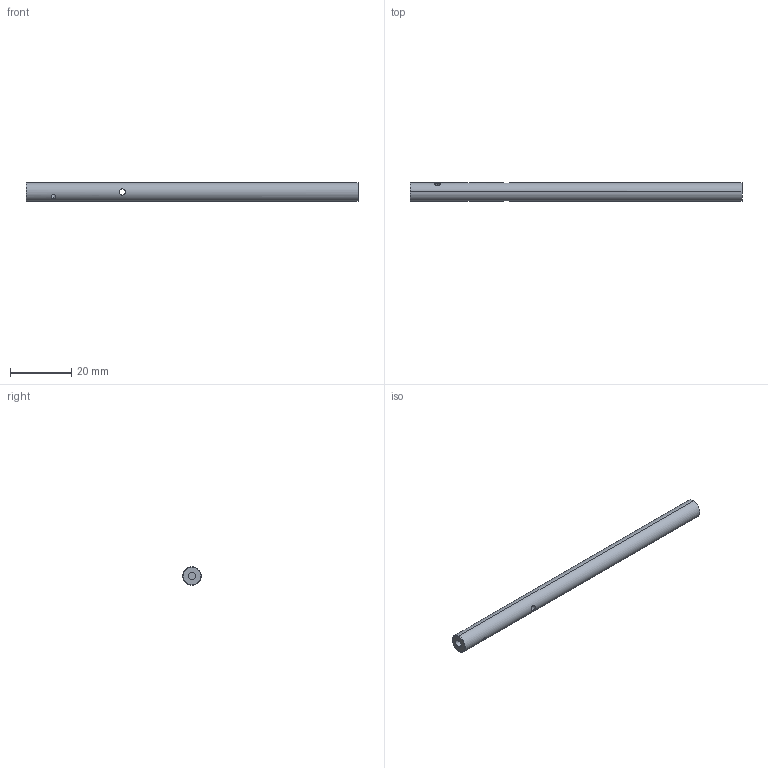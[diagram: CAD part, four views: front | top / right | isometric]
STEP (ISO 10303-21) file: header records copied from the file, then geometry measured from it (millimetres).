
FILE_DESCRIPTION (( 'STEP AP214' ), '1' );
FILE_NAME ('Counter - Axle.STEP', '2025-07-06T08:34:33', ( '' ), ( '' ), 'SwSTEP 2.0', 'SolidWorks 2025', '' );
FILE_SCHEMA (( 'AUTOMOTIVE_DESIGN' ));
Length unit declared in the file: millimetre
Products named in the file (1): Counter - Axle
Bounding box: 108.5 x 6 x 6 mm (x, y, z)
Volume: 2768.4 mm3; surface area: 2664.9 mm2
Topology: 1 solids, 1 shells, 16 faces, 40 edges, 26 vertices
Faces by surface type: cylinder 6, plane 6, torus 2, cone 2
Entity records: 635 total; most frequent: CARTESIAN_POINT 212, ORIENTED_EDGE 80, DIRECTION 79, EDGE_CURVE 40, AXIS2_PLACEMENT_3D 31, VERTEX_POINT 26, EDGE_LOOP 20, VECTOR 17
